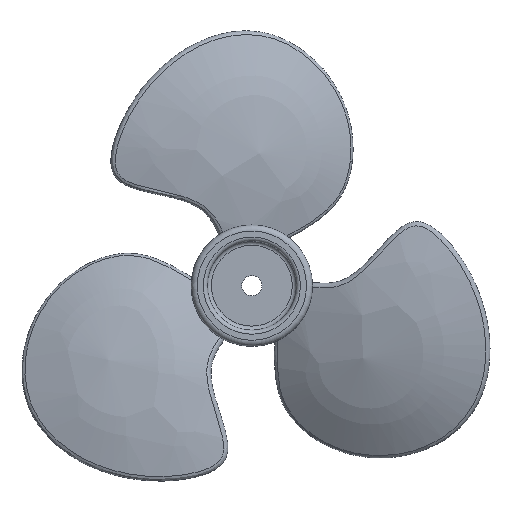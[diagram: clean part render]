
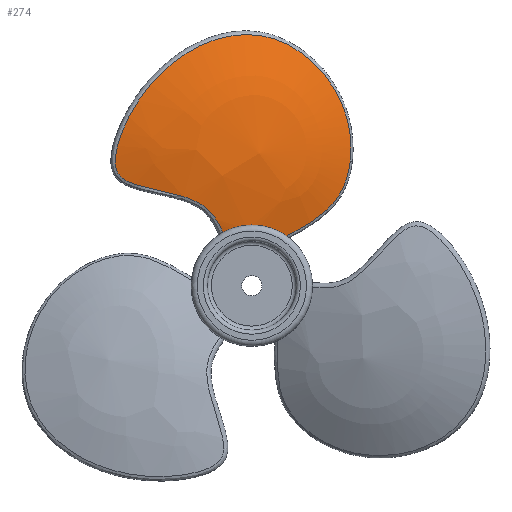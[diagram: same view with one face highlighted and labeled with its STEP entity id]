
A CAD part, top view. The second image highlights one B-rep face of the part: STEP entity #274.
In plain terms, the highlighted free-form (B-spline) face has degree [3, 3] with [5, 5] control points.
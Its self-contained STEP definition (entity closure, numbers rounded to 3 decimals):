
#62=FACE_OUTER_BOUND('',#85,.T.);
#85=EDGE_LOOP('',(#205,#206));
#126=B_SPLINE_CURVE_WITH_KNOTS('',3,(#968,#969,#970,#971,#972,#973,#974,
#975,#976,#977,#978,#979,#980,#981,#982,#983,#984,#985,#986,#987,#988,#989,
#990,#991,#992,#993,#994,#995,#996,#997,#998,#999,#1000,#1001,#1002,#1003,
#1004,#1005,#1006,#1007,#1008,#1009,#1010,#1011,#1012,#1013,#1014,#1015,
#1016,#1017,#1018,#1019,#1020,#1021,#1022,#1023,#1024,#1025,#1026,#1027,
#1028,#1029),.UNSPECIFIED.,.F.,.F.,(4,1,1,1,2,1,1,1,1,1,1,1,1,2,1,1,1,1,
1,2,1,1,1,1,1,1,1,1,1,2,1,1,1,1,1,1,1,1,2,1,1,1,1,1,1,1,1,1,1,2,1,1,1,4),
(-36.541,-35.04,-34.659,-34.278,
-33.517,-32.824,-32.478,-32.304,
-32.131,-31.958,-31.785,-31.438,
-30.745,-27.974,-23.904,-21.869,
-20.852,-20.343,-20.089,-19.834,
-19.021,-18.817,-18.614,-18.411,
-18.207,-16.581,-15.767,-15.361,
-14.954,-13.327,-12.959,-12.591,
-11.854,-11.486,-11.301,-11.117,
-10.749,-10.565,-10.381,-10.123,
-9.866,-9.609,-9.351,-8.837,
-8.322,-6.263,-4.204,-3.175,
-2.66,-2.145,-1.401,-1.152,
-0.656,-0.361),.UNSPECIFIED.);
#128=B_SPLINE_CURVE_WITH_KNOTS('',3,(#1075,#1076,#1077,#1078,#1079,#1080,
#1081,#1082,#1083,#1084),.UNSPECIFIED.,.F.,.F.,(4,2,2,2,4),(-4.756,
-4.132,-2.969,-1.978,-1.236),
 .UNSPECIFIED.);
#143=VERTEX_POINT('',#946);
#144=VERTEX_POINT('',#967);
#170=EDGE_CURVE('',#144,#143,#126,.T.);
#172=EDGE_CURVE('',#144,#143,#128,.T.);
#205=ORIENTED_EDGE('',*,*,#172,.F.);
#206=ORIENTED_EDGE('',*,*,#170,.T.);
#265=B_SPLINE_SURFACE_WITH_KNOTS('',3,3,((#1050,#1051,#1052,#1053,#1054),
(#1055,#1056,#1057,#1058,#1059),(#1060,#1061,#1062,#1063,#1064),(#1065,
#1066,#1067,#1068,#1069),(#1070,#1071,#1072,#1073,#1074)),.UNSPECIFIED.,
 .F.,.F.,.F.,(4,1,4),(4,1,4),(0.074,0.514,0.843),
(0.058,0.438,0.944),.UNSPECIFIED.);
#274=ADVANCED_FACE('',(#62),#265,.T.);
#946=CARTESIAN_POINT('',(-14.259,26.395,11.048));
#967=CARTESIAN_POINT('',(17.308,24.504,1.354));
#968=CARTESIAN_POINT('Ctrl Pts',(17.308,24.504,1.354));
#969=CARTESIAN_POINT('Ctrl Pts',(22.384,27.264,0.27));
#970=CARTESIAN_POINT('Ctrl Pts',(28.399,30.626,-1.5));
#971=CARTESIAN_POINT('Ctrl Pts',(34.584,35.292,-3.524));
#972=CARTESIAN_POINT('Ctrl Pts',(38.508,38.72,-4.835));
#973=CARTESIAN_POINT('Ctrl Pts',(41.115,41.735,-5.693));
#974=CARTESIAN_POINT('Ctrl Pts',(43.892,45.935,-6.52));
#975=CARTESIAN_POINT('Ctrl Pts',(45.419,48.984,-6.912));
#976=CARTESIAN_POINT('Ctrl Pts',(46.606,52.275,-7.161));
#977=CARTESIAN_POINT('Ctrl Pts',(47.138,54.017,-7.258));
#978=CARTESIAN_POINT('Ctrl Pts',(47.471,55.245,-7.313));
#979=CARTESIAN_POINT('Ctrl Pts',(47.745,56.371,-7.351));
#980=CARTESIAN_POINT('Ctrl Pts',(48.079,57.912,-7.391));
#981=CARTESIAN_POINT('Ctrl Pts',(48.559,60.649,-7.427));
#982=CARTESIAN_POINT('Ctrl Pts',(49.482,69.488,-7.339));
#983=CARTESIAN_POINT('Ctrl Pts',(48.406,78.092,-6.738));
#984=CARTESIAN_POINT('Ctrl Pts',(43.654,93.702,-4.904));
#985=CARTESIAN_POINT('Ctrl Pts',(35.775,106.647,-2.264));
#986=CARTESIAN_POINT('Ctrl Pts',(22.271,117.066,1.558));
#987=CARTESIAN_POINT('Ctrl Pts',(14.672,120.749,3.584));
#988=CARTESIAN_POINT('Ctrl Pts',(10.69,122.131,4.625));
#989=CARTESIAN_POINT('Ctrl Pts',(8.412,122.775,5.215));
#990=CARTESIAN_POINT('Ctrl Pts',(7.063,123.096,5.564));
#991=CARTESIAN_POINT('Ctrl Pts',(3.984,123.733,6.357));
#992=CARTESIAN_POINT('Ctrl Pts',(0.354,124.222,7.291));
#993=CARTESIAN_POINT('Ctrl Pts',(-4.913,124.099,8.615));
#994=CARTESIAN_POINT('Ctrl Pts',(-7.743,123.867,9.318));
#995=CARTESIAN_POINT('Ctrl Pts',(-10.706,123.442,10.044));
#996=CARTESIAN_POINT('Ctrl Pts',(-20.406,121.457,12.387));
#997=CARTESIAN_POINT('Ctrl Pts',(-32.345,115.749,15.016));
#998=CARTESIAN_POINT('Ctrl Pts',(-43.265,106.7,17.001));
#999=CARTESIAN_POINT('Ctrl Pts',(-48.922,100.797,17.889));
#1000=CARTESIAN_POINT('Ctrl Pts',(-56.378,91.762,18.905));
#1001=CARTESIAN_POINT('Ctrl Pts',(-60.503,84.293,19.141));
#1002=CARTESIAN_POINT('Ctrl Pts',(-63.332,77.947,19.096));
#1003=CARTESIAN_POINT('Ctrl Pts',(-64.275,75.695,19.058));
#1004=CARTESIAN_POINT('Ctrl Pts',(-65.875,71.284,18.911));
#1005=CARTESIAN_POINT('Ctrl Pts',(-66.978,67.137,18.674));
#1006=CARTESIAN_POINT('Ctrl Pts',(-67.44,63.868,18.443));
#1007=CARTESIAN_POINT('Ctrl Pts',(-67.551,62.102,18.313));
#1008=CARTESIAN_POINT('Ctrl Pts',(-67.554,60.289,18.177));
#1009=CARTESIAN_POINT('Ctrl Pts',(-67.333,58.455,18.043));
#1010=CARTESIAN_POINT('Ctrl Pts',(-66.826,56.82,17.941));
#1011=CARTESIAN_POINT('Ctrl Pts',(-66.531,56.196,17.91));
#1012=CARTESIAN_POINT('Ctrl Pts',(-66.153,55.498,17.879));
#1013=CARTESIAN_POINT('Ctrl Pts',(-65.705,54.835,17.858));
#1014=CARTESIAN_POINT('Ctrl Pts',(-64.947,53.986,17.847));
#1015=CARTESIAN_POINT('Ctrl Pts',(-64.073,53.217,17.853));
#1016=CARTESIAN_POINT('Ctrl Pts',(-62.837,52.33,17.878));
#1017=CARTESIAN_POINT('Ctrl Pts',(-61.071,51.343,17.933));
#1018=CARTESIAN_POINT('Ctrl Pts',(-56.193,49.321,18.118));
#1019=CARTESIAN_POINT('Ctrl Pts',(-47.188,47.271,18.415));
#1020=CARTESIAN_POINT('Ctrl Pts',(-36.249,45.023,18.03));
#1021=CARTESIAN_POINT('Ctrl Pts',(-28.919,42.347,17.086));
#1022=CARTESIAN_POINT('Ctrl Pts',(-25.172,40.322,16.337));
#1023=CARTESIAN_POINT('Ctrl Pts',(-23.435,39.112,15.887));
#1024=CARTESIAN_POINT('Ctrl Pts',(-21.276,37.321,15.227));
#1025=CARTESIAN_POINT('Ctrl Pts',(-19.612,35.621,14.609));
#1026=CARTESIAN_POINT('Ctrl Pts',(-17.134,32.053,13.281));
#1027=CARTESIAN_POINT('Ctrl Pts',(-15.651,29.374,12.255));
#1028=CARTESIAN_POINT('Ctrl Pts',(-14.631,27.215,11.386));
#1029=CARTESIAN_POINT('Ctrl Pts',(-14.259,26.395,11.048));
#1050=CARTESIAN_POINT('Ctrl Pts',(-69.49,27.825,11.242));
#1051=CARTESIAN_POINT('Ctrl Pts',(-68.381,39.669,15.379));
#1052=CARTESIAN_POINT('Ctrl Pts',(-66.871,68.338,21.016));
#1053=CARTESIAN_POINT('Ctrl Pts',(-67.893,100.107,17.204));
#1054=CARTESIAN_POINT('Ctrl Pts',(-69.348,119.362,11.774));
#1055=CARTESIAN_POINT('Ctrl Pts',(-43.994,25.351,14.388));
#1056=CARTESIAN_POINT('Ctrl Pts',(-42.823,38.136,18.758));
#1057=CARTESIAN_POINT('Ctrl Pts',(-41.254,69.143,24.617));
#1058=CARTESIAN_POINT('Ctrl Pts',(-42.405,102.862,20.321));
#1059=CARTESIAN_POINT('Ctrl Pts',(-43.95,123.004,14.554));
#1060=CARTESIAN_POINT('Ctrl Pts',(-2.465,23.213,11.828));
#1061=CARTESIAN_POINT('Ctrl Pts',(-1.24,36.805,16.399));
#1062=CARTESIAN_POINT('Ctrl Pts',(0.382,69.821,22.451));
#1063=CARTESIAN_POINT('Ctrl Pts',(-0.88,105.219,17.742));
#1064=CARTESIAN_POINT('Ctrl Pts',(-2.503,126.122,11.686));
#1065=CARTESIAN_POINT('Ctrl Pts',(33.207,25.062,-5.142));
#1066=CARTESIAN_POINT('Ctrl Pts',(34.386,37.956,-0.744));
#1067=CARTESIAN_POINT('Ctrl Pts',(35.962,69.234,5.141));
#1068=CARTESIAN_POINT('Ctrl Pts',(34.796,103.18,0.789));
#1069=CARTESIAN_POINT('Ctrl Pts',(33.241,123.425,-5.017));
#1070=CARTESIAN_POINT('Ctrl Pts',(47.318,26.577,-15.009));
#1071=CARTESIAN_POINT('Ctrl Pts',(48.458,38.897,-10.754));
#1072=CARTESIAN_POINT('Ctrl Pts',(49.998,68.749,-5.006));
#1073=CARTESIAN_POINT('Ctrl Pts',(48.911,101.505,-9.063));
#1074=CARTESIAN_POINT('Ctrl Pts',(47.41,121.208,-14.665));
#1075=CARTESIAN_POINT('Ctrl Pts',(17.308,24.504,1.354));
#1076=CARTESIAN_POINT('Ctrl Pts',(15.82,25.554,2.375));
#1077=CARTESIAN_POINT('Ctrl Pts',(14.217,26.484,3.346));
#1078=CARTESIAN_POINT('Ctrl Pts',(9.329,28.726,5.948));
#1079=CARTESIAN_POINT('Ctrl Pts',(5.822,29.662,7.406));
#1080=CARTESIAN_POINT('Ctrl Pts',(-1.026,30.148,9.507));
#1081=CARTESIAN_POINT('Ctrl Pts',(-4.25,29.877,10.219));
#1082=CARTESIAN_POINT('Ctrl Pts',(-9.797,28.461,10.947));
#1083=CARTESIAN_POINT('Ctrl Pts',(-12.095,27.564,11.086));
#1084=CARTESIAN_POINT('Ctrl Pts',(-14.259,26.395,11.048));
